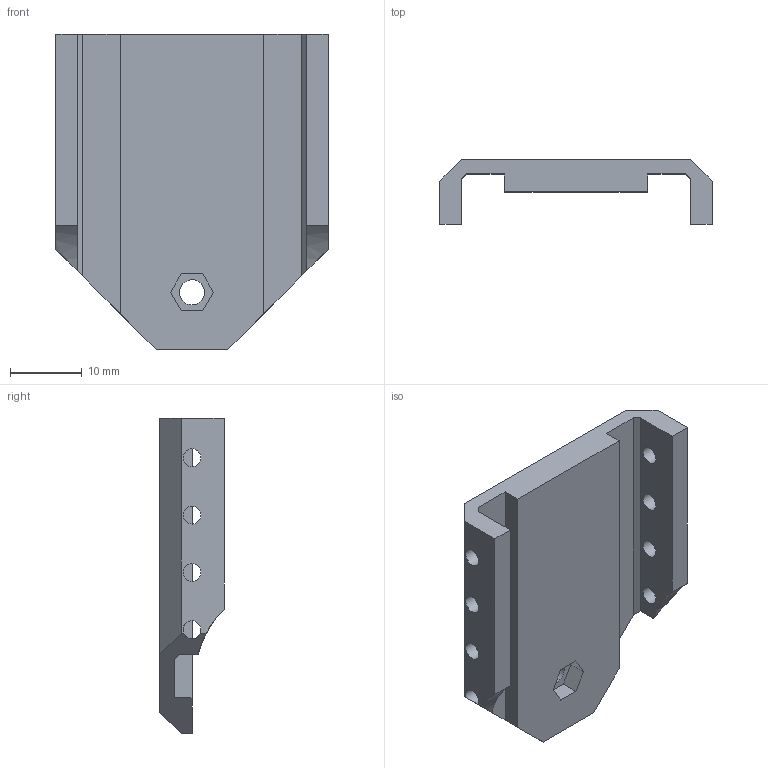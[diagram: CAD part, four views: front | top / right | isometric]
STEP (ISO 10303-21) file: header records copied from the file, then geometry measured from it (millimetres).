
FILE_DESCRIPTION(('FreeCAD Model'),'2;1');
FILE_NAME('tobillo2.step', '2015-03-04T17:48:16',('FreeCAD'),('FreeCAD'), 'Open CASCADE STEP processor 6.7','FreeCAD','Unknown');
FILE_SCHEMA(('AUTOMOTIVE_DESIGN_CC2 { 1 2 10303 214 -1 1 5 4 }'));
Length unit declared in the file: millimetre
Products named in the file (1): Cut086
Bounding box: 38 x 9 x 44 mm (x, y, z)
Volume: 5845.7 mm3; surface area: 4455.2 mm2
Topology: 1 solids, 1 shells, 39 faces, 114 edges, 76 vertices
Faces by surface type: plane 28, cylinder 11
Full cylindrical faces by diameter (mm): 2.5 x8, 3.5 x1
Entity records: 3078 total; most frequent: CARTESIAN_POINT 558, DIRECTION 389, ORIENTED_EDGE 228, PCURVE 228, DEFINITIONAL_REPRESENTATION 228, LINE 225, VECTOR 225, EDGE_CURVE 114
